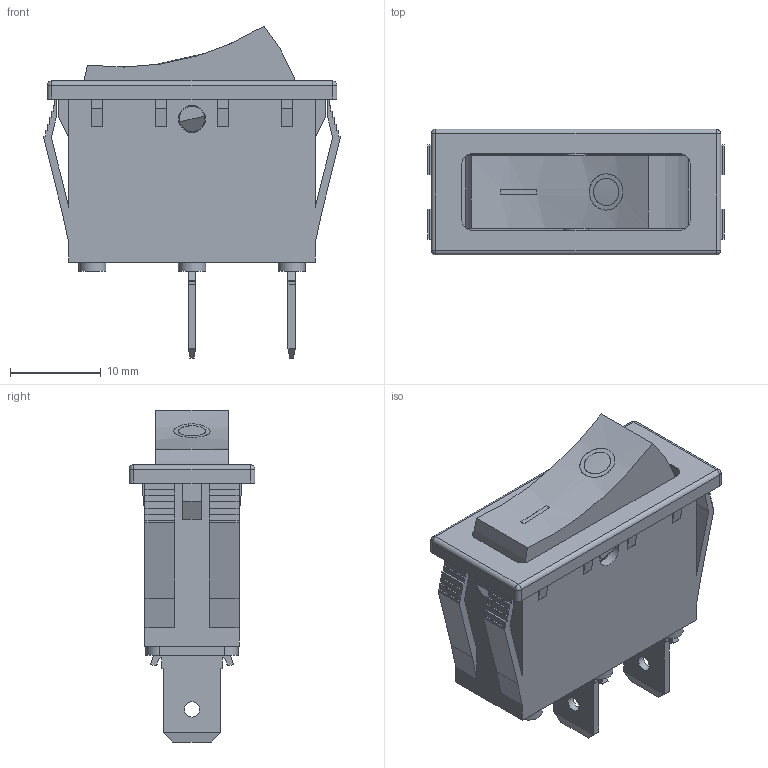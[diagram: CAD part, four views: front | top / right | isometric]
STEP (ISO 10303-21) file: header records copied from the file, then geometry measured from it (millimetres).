
FILE_DESCRIPTION((' '),'2;1');
FILE_NAME('RB141Dxx21.stp','2017-08-01T13:25:52',(' '),(' '),' ','ACIS',' ');
FILE_SCHEMA(('CONFIG_CONTROL_DESIGN'));
Length unit declared in the file: inch
Products named in the file (1): RB141Dxx21.stp
Bounding box: 32.7 x 13.9 x 36.67 mm (x, y, z)
Volume: 4022.4 mm3; surface area: 5742.4 mm2
Topology: 1 solids, 1 shells, 1299 faces, 3586 edges, 2383 vertices
Faces by surface type: plane 785, bspline 472, cylinder 38, sphere 4
Full cylindrical faces by diameter (mm): 1.7 x2, 2.8 x2, 3 x2
Entity records: 46688 total; most frequent: CARTESIAN_POINT 16624, ORIENTED_EDGE 7154, DIRECTION 4364, EDGE_CURVE 3577, VECTOR 2548, LINE 2548, VERTEX_POINT 2381, EDGE_LOOP 1422
